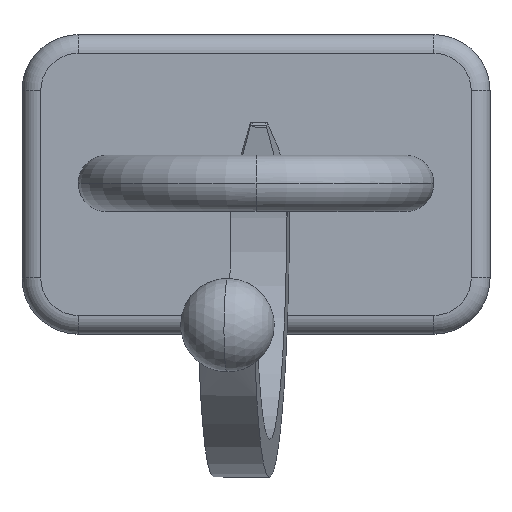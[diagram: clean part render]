
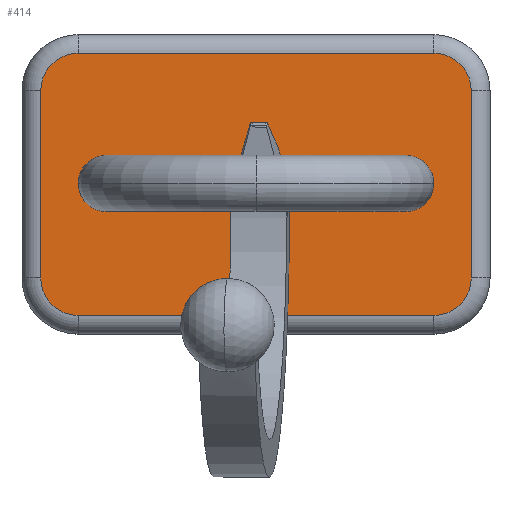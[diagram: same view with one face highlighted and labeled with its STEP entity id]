
A CAD part, top view. The second image highlights one B-rep face of the part: STEP entity #414.
In plain terms, the highlighted planar face has unit normal (0, 0, 1).
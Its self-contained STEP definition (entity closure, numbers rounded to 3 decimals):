
#21 = DIRECTION ( 'NONE',  ( 0., 0., 1. ) ) ;
#32 = CARTESIAN_POINT ( 'NONE',  ( 95., 50., 30. ) ) ;
#66 = CARTESIAN_POINT ( 'NONE',  ( 0., 0., 30. ) ) ;
#71 = EDGE_LOOP ( 'NONE', ( #1428, #2351, #1791, #2255, #1780, #890, #1484, #1542 ) ) ;
#82 = CIRCLE ( 'NONE', #1798, 20. ) ;
#117 = AXIS2_PLACEMENT_3D ( 'NONE', #1167, #1918, #255 ) ;
#122 = FACE_BOUND ( 'NONE', #334, .T. ) ;
#192 = EDGE_CURVE ( 'NONE', #994, #2359, #1174, .T. ) ;
#248 = CARTESIAN_POINT ( 'NONE',  ( -95., 70., 30. ) ) ;
#251 = CIRCLE ( 'NONE', #1962, 15. ) ;
#255 = DIRECTION ( 'NONE',  ( 1., 0., 0. ) ) ;
#284 = DIRECTION ( 'NONE',  ( 1., 0., 0. ) ) ;
#300 = VERTEX_POINT ( 'NONE', #821 ) ;
#334 = EDGE_LOOP ( 'NONE', ( #1447, #2064 ) ) ;
#414 = ADVANCED_FACE ( 'NONE', ( #1235, #122 ), #935, .T. ) ;
#415 = VERTEX_POINT ( 'NONE', #2403 ) ;
#439 = VECTOR ( 'NONE', #1950, 1000. ) ;
#460 = DIRECTION ( 'NONE',  ( 1., 0., 0. ) ) ;
#556 = DIRECTION ( 'NONE',  ( 1., 0., 0. ) ) ;
#578 = DIRECTION ( 'NONE',  ( 1., 0., 0. ) ) ;
#616 = DIRECTION ( 'NONE',  ( 0., 0., 1. ) ) ;
#629 = CIRCLE ( 'NONE', #117, 20. ) ;
#643 = CIRCLE ( 'NONE', #1834, 15. ) ;
#687 = VERTEX_POINT ( 'NONE', #984 ) ;
#783 = VECTOR ( 'NONE', #2060, 1000. ) ;
#821 = CARTESIAN_POINT ( 'NONE',  ( -15., 0., 30. ) ) ;
#848 = EDGE_CURVE ( 'NONE', #969, #1404, #874, .T. ) ;
#871 = CARTESIAN_POINT ( 'NONE',  ( 15., 0., 30. ) ) ;
#874 = CIRCLE ( 'NONE', #2130, 20. ) ;
#890 = ORIENTED_EDGE ( 'NONE', *, *, #848, .T. ) ;
#891 = CARTESIAN_POINT ( 'NONE',  ( 0., 0., 30. ) ) ;
#934 = VECTOR ( 'NONE', #2021, 1000. ) ;
#935 = PLANE ( 'NONE',  #1497 ) ;
#969 = VERTEX_POINT ( 'NONE', #1537 ) ;
#984 = CARTESIAN_POINT ( 'NONE',  ( -115., 50., 30. ) ) ;
#994 = VERTEX_POINT ( 'NONE', #2125 ) ;
#1049 = EDGE_CURVE ( 'NONE', #1205, #300, #643, .T. ) ;
#1075 = CARTESIAN_POINT ( 'NONE',  ( 115., -50., 30. ) ) ;
#1099 = DIRECTION ( 'NONE',  ( 0., 0., 1. ) ) ;
#1105 = DIRECTION ( 'NONE',  ( 1., 0., 0. ) ) ;
#1115 = DIRECTION ( 'NONE',  ( 0., 0., 1. ) ) ;
#1146 = VERTEX_POINT ( 'NONE', #1075 ) ;
#1151 = DIRECTION ( 'NONE',  ( 1., 0., 0. ) ) ;
#1167 = CARTESIAN_POINT ( 'NONE',  ( -95., 50., 30. ) ) ;
#1174 = LINE ( 'NONE', #1201, #2238 ) ;
#1193 = CARTESIAN_POINT ( 'NONE',  ( 95., -50., 30. ) ) ;
#1201 = CARTESIAN_POINT ( 'NONE',  ( 95., -70., 30. ) ) ;
#1205 = VERTEX_POINT ( 'NONE', #871 ) ;
#1224 = CARTESIAN_POINT ( 'NONE',  ( 95., -70., 30. ) ) ;
#1235 = FACE_OUTER_BOUND ( 'NONE', #71, .T. ) ;
#1334 = AXIS2_PLACEMENT_3D ( 'NONE', #1738, #21, #1105 ) ;
#1355 = CARTESIAN_POINT ( 'NONE',  ( 115., 50., 30. ) ) ;
#1366 = LINE ( 'NONE', #1355, #439 ) ;
#1404 = VERTEX_POINT ( 'NONE', #2284 ) ;
#1428 = ORIENTED_EDGE ( 'NONE', *, *, #1566, .T. ) ;
#1447 = ORIENTED_EDGE ( 'NONE', *, *, #2042, .F. ) ;
#1484 = ORIENTED_EDGE ( 'NONE', *, *, #1843, .T. ) ;
#1485 = CIRCLE ( 'NONE', #1334, 20. ) ;
#1497 = AXIS2_PLACEMENT_3D ( 'NONE', #891, #1099, #578 ) ;
#1534 = EDGE_CURVE ( 'NONE', #1747, #687, #629, .T. ) ;
#1537 = CARTESIAN_POINT ( 'NONE',  ( 115., 50., 30. ) ) ;
#1538 = EDGE_CURVE ( 'NONE', #415, #994, #1485, .T. ) ;
#1542 = ORIENTED_EDGE ( 'NONE', *, *, #1534, .T. ) ;
#1563 = DIRECTION ( 'NONE',  ( 0., 0., 1. ) ) ;
#1566 = EDGE_CURVE ( 'NONE', #687, #415, #2202, .T. ) ;
#1687 = CARTESIAN_POINT ( 'NONE',  ( -95., 70., 30. ) ) ;
#1738 = CARTESIAN_POINT ( 'NONE',  ( -95., -50., 30. ) ) ;
#1745 = EDGE_CURVE ( 'NONE', #1146, #969, #1366, .T. ) ;
#1747 = VERTEX_POINT ( 'NONE', #248 ) ;
#1759 = EDGE_CURVE ( 'NONE', #2359, #1146, #82, .T. ) ;
#1780 = ORIENTED_EDGE ( 'NONE', *, *, #1745, .T. ) ;
#1791 = ORIENTED_EDGE ( 'NONE', *, *, #192, .T. ) ;
#1798 = AXIS2_PLACEMENT_3D ( 'NONE', #1193, #1563, #284 ) ;
#1834 = AXIS2_PLACEMENT_3D ( 'NONE', #2302, #616, #2315 ) ;
#1843 = EDGE_CURVE ( 'NONE', #1404, #1747, #2046, .T. ) ;
#1918 = DIRECTION ( 'NONE',  ( 0., 0., 1. ) ) ;
#1925 = DIRECTION ( 'NONE',  ( 0., 0., 1. ) ) ;
#1950 = DIRECTION ( 'NONE',  ( 0., 1., 0. ) ) ;
#1962 = AXIS2_PLACEMENT_3D ( 'NONE', #66, #1925, #460 ) ;
#2021 = DIRECTION ( 'NONE',  ( 0., -1., 0. ) ) ;
#2042 = EDGE_CURVE ( 'NONE', #300, #1205, #251, .T. ) ;
#2046 = LINE ( 'NONE', #1687, #783 ) ;
#2060 = DIRECTION ( 'NONE',  ( -1., 0., 0. ) ) ;
#2064 = ORIENTED_EDGE ( 'NONE', *, *, #1049, .F. ) ;
#2074 = CARTESIAN_POINT ( 'NONE',  ( -115., -50., 30. ) ) ;
#2125 = CARTESIAN_POINT ( 'NONE',  ( -95., -70., 30. ) ) ;
#2130 = AXIS2_PLACEMENT_3D ( 'NONE', #32, #1115, #556 ) ;
#2202 = LINE ( 'NONE', #2074, #934 ) ;
#2238 = VECTOR ( 'NONE', #1151, 1000. ) ;
#2255 = ORIENTED_EDGE ( 'NONE', *, *, #1759, .T. ) ;
#2284 = CARTESIAN_POINT ( 'NONE',  ( 95., 70., 30. ) ) ;
#2302 = CARTESIAN_POINT ( 'NONE',  ( 0., 0., 30. ) ) ;
#2315 = DIRECTION ( 'NONE',  ( 1., 0., 0. ) ) ;
#2351 = ORIENTED_EDGE ( 'NONE', *, *, #1538, .T. ) ;
#2359 = VERTEX_POINT ( 'NONE', #1224 ) ;
#2403 = CARTESIAN_POINT ( 'NONE',  ( -115., -50., 30. ) ) ;
